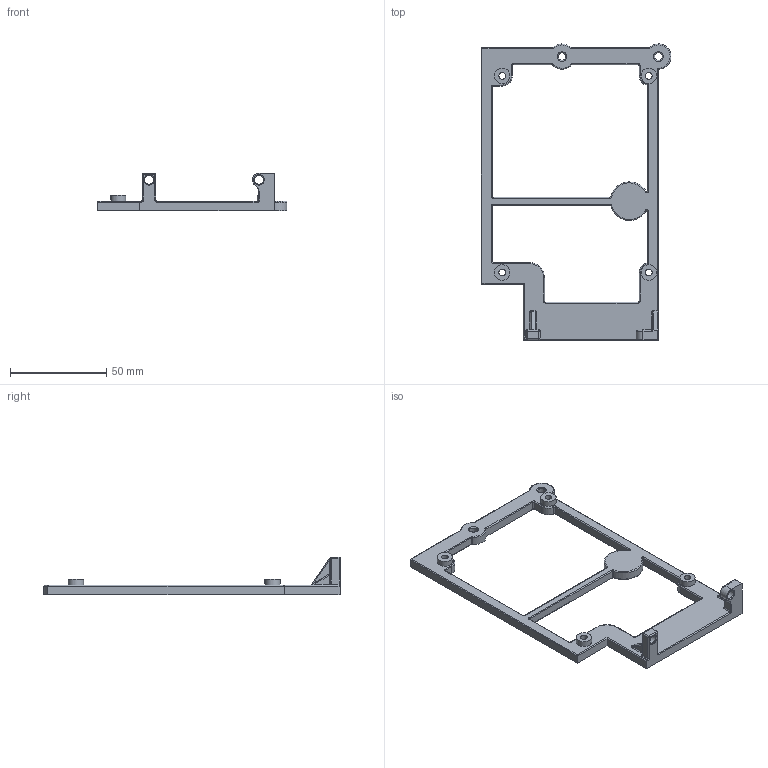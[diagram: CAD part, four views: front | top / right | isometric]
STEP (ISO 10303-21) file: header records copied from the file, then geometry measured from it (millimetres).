
FILE_DESCRIPTION(/* description */ ('STEP AP242','CAx-IF Rec.Pracs.---Representation and Presentation of Product Manufacturing Information (PMI)---4.0---2014-10-13','CAx-IF Rec.Pracs.---3D Tessellated Geometry---0.4---2014-09-14','2;1'),/* implementation_level */ '2;1');
FILE_NAME(/* name */ '643356386e55646fa3c57bcc',/* time_stamp */ '2023-04-10T00:20:08+00:00',/* author */ (''),/* organization */ (''),/* preprocessor_version */ 'ST-DEVELOPER v18.102',/* originating_system */ ' ',/* authorisation */ ' ');
FILE_SCHEMA (('AP242_MANAGED_MODEL_BASED_3D_ENGINEERING_MIM_LF { 1 0 10303 442 1 1 4 }'));
Length unit declared in the file: metre
Products named in the file (1): Part 1
Bounding box: 98.53 x 153.53 x 19.45 mm (x, y, z)
Volume: 24748.8 mm3; surface area: 16391.9 mm2
Topology: 1 solids, 1 shells, 289 faces, 666 edges, 382 vertices
Faces by surface type: cylinder 135, plane 73, torus 63, bspline 9, sphere 9
Full cylindrical faces by diameter (mm): 3.5 x8, 4 x2, 4.5 x2, 8 x4, 15.265 x1
Entity records: 8822 total; most frequent: CARTESIAN_POINT 2275, DIRECTION 1481, ORIENTED_EDGE 1252, EDGE_CURVE 626, AXIS2_PLACEMENT_3D 595, VERTEX_POINT 380, EDGE_LOOP 350, FACE_BOUND 350
